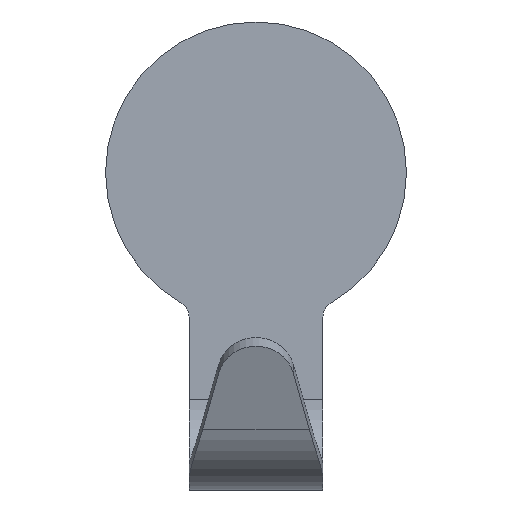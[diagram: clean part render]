
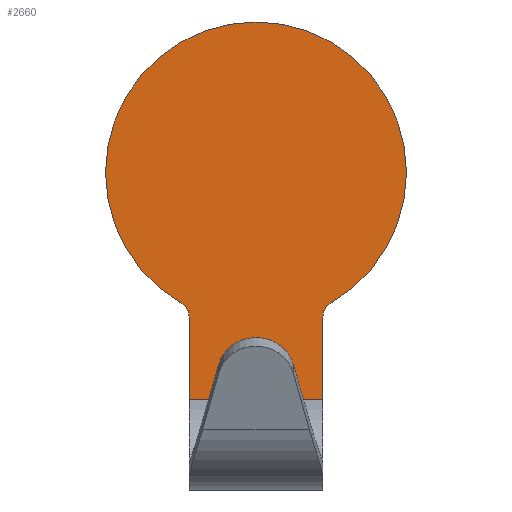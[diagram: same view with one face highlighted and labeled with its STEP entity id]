
A CAD part, top view. The second image highlights one B-rep face of the part: STEP entity #2660.
In plain terms, the highlighted planar face has unit normal (0, 0, 1).
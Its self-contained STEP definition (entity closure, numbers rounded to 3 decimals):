
#2080=CARTESIAN_POINT('',(0.,0.,1.5));
#2090=DIRECTION('',(0.,0.,1.));
#2100=DIRECTION('',(1.,0.,0.));
#2110=AXIS2_PLACEMENT_3D('',#2080,#2090,#2100);
#2120=PLANE('',#2110);
#2130=CARTESIAN_POINT('',(-4.,0.,1.5));
#2140=DIRECTION('',(0.,1.,0.));
#2150=VECTOR('',#2140,1.);
#2160=LINE('',#2130,#2150);
#2170=CARTESIAN_POINT('',(-4.,-13.6,1.5));
#2180=VERTEX_POINT('',#2170);
#2190=CARTESIAN_POINT('',(-4.,-8.66,1.5));
#2200=VERTEX_POINT('',#2190);
#2210=EDGE_CURVE('',#2180,#2200,#2160,.T.);
#2220=ORIENTED_EDGE('',*,*,#2210,.F.);
#2230=CARTESIAN_POINT('',(-5.,-8.66,1.5));
#2240=DIRECTION('',(0.,0.,1.));
#2250=DIRECTION('',(1.,0.,0.));
#2260=AXIS2_PLACEMENT_3D('',#2230,#2240,#2250);
#2270=CIRCLE('',#2260,1.);
#2280=CARTESIAN_POINT('',(-4.5,-7.794,1.5));
#2290=VERTEX_POINT('',#2280);
#2300=EDGE_CURVE('',#2200,#2290,#2270,.T.);
#2310=ORIENTED_EDGE('',*,*,#2300,.F.);
#2320=CARTESIAN_POINT('',(0.,0.,1.5));
#2330=DIRECTION('',(0.,0.,1.));
#2340=DIRECTION('',(1.,0.,0.));
#2350=AXIS2_PLACEMENT_3D('',#2320,#2330,#2340);
#2360=CIRCLE('',#2350,9.);
#2370=CARTESIAN_POINT('',(4.5,-7.794,1.5));
#2380=VERTEX_POINT('',#2370);
#2390=EDGE_CURVE('',#2380,#2290,#2360,.T.);
#2400=ORIENTED_EDGE('',*,*,#2390,.T.);
#2410=CARTESIAN_POINT('',(5.,-8.66,1.5));
#2420=DIRECTION('',(0.,0.,1.));
#2430=DIRECTION('',(1.,0.,0.));
#2440=AXIS2_PLACEMENT_3D('',#2410,#2420,#2430);
#2450=CIRCLE('',#2440,1.);
#2460=CARTESIAN_POINT('',(4.,-8.66,1.5));
#2470=VERTEX_POINT('',#2460);
#2480=EDGE_CURVE('',#2380,#2470,#2450,.T.);
#2490=ORIENTED_EDGE('',*,*,#2480,.F.);
#2500=CARTESIAN_POINT('',(4.,0.,1.5));
#2510=DIRECTION('',(0.,-1.,0.));
#2520=VECTOR('',#2510,1.);
#2530=LINE('',#2500,#2520);
#2540=CARTESIAN_POINT('',(4.,-13.6,1.5));
#2550=VERTEX_POINT('',#2540);
#2560=EDGE_CURVE('',#2470,#2550,#2530,.T.);
#2570=ORIENTED_EDGE('',*,*,#2560,.F.);
#2580=CARTESIAN_POINT('',(0.,-13.6,1.5));
#2590=DIRECTION('',(1.,0.,0.));
#2600=VECTOR('',#2590,1.);
#2610=LINE('',#2580,#2600);
#2620=EDGE_CURVE('',#2180,#2550,#2610,.T.);
#2630=ORIENTED_EDGE('',*,*,#2620,.T.);
#2640=EDGE_LOOP('',(#2630,#2570,#2490,#2400,#2310,#2220));
#2650=FACE_OUTER_BOUND('',#2640,.T.);
#2660=ADVANCED_FACE('',(#2650),#2120,.T.);
